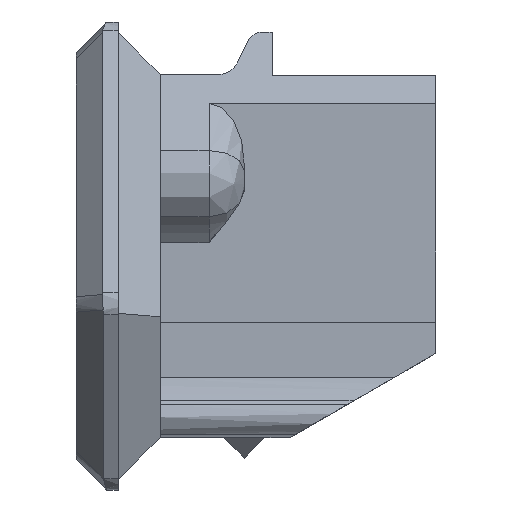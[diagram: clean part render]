
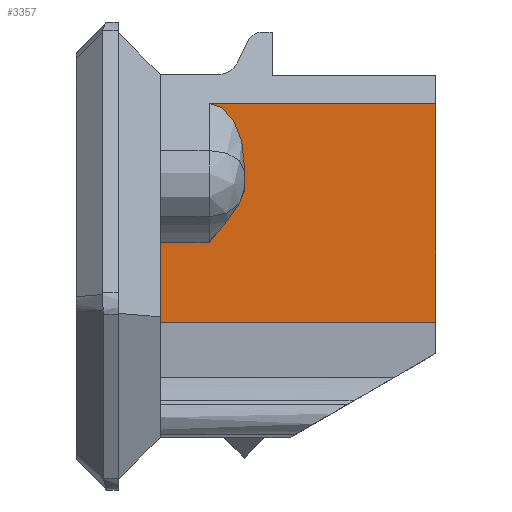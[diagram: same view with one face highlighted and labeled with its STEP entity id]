
A CAD part, left-side view. The second image highlights one B-rep face of the part: STEP entity #3357.
In plain terms, the highlighted planar face has unit normal (-1, 0, 0).
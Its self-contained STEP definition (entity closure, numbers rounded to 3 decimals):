
#38=B_SPLINE_CURVE_WITH_KNOTS('',3,(#5600,#5601,#5602,#5603,#5604,#5605,
#5606,#5607,#5608,#5609),.UNSPECIFIED.,.F.,.F.,(4,2,2,2,4),(0.167,
0.221,0.274,0.317,0.349),
 .UNSPECIFIED.);
#172=PLANE('',#3623);
#343=FACE_OUTER_BOUND('',#525,.T.);
#525=EDGE_LOOP('',(#3098,#3099,#3100,#3101,#3102,#3103,#3104,#3105));
#587=ELLIPSE('',#3622,1.732,1.);
#629=LINE('',#4640,#1006);
#696=LINE('',#4912,#1073);
#813=LINE('',#5272,#1190);
#952=LINE('',#5594,#1329);
#954=LINE('',#5631,#1331);
#955=LINE('',#5632,#1332);
#1006=VECTOR('',#3702,10.);
#1073=VECTOR('',#3925,10.);
#1190=VECTOR('',#4210,10.);
#1329=VECTOR('',#4489,10.);
#1331=VECTOR('',#4507,10.);
#1332=VECTOR('',#4508,10.);
#1424=VERTEX_POINT('',#4636);
#1426=VERTEX_POINT('',#4639);
#1510=VERTEX_POINT('',#4909);
#1511=VERTEX_POINT('',#4911);
#1612=VERTEX_POINT('',#5271);
#1694=VERTEX_POINT('',#5590);
#1696=VERTEX_POINT('',#5593);
#1698=VERTEX_POINT('',#5599);
#1746=EDGE_CURVE('',#1426,#1424,#629,.T.);
#1864=EDGE_CURVE('',#1511,#1510,#696,.T.);
#2019=EDGE_CURVE('',#1426,#1612,#813,.T.);
#2169=EDGE_CURVE('',#1696,#1694,#952,.F.);
#2172=EDGE_CURVE('',#1698,#1694,#38,.F.);
#2176=EDGE_CURVE('',#1696,#1424,#587,.F.);
#2177=EDGE_CURVE('',#1510,#1612,#954,.T.);
#2178=EDGE_CURVE('',#1698,#1511,#955,.F.);
#3098=ORIENTED_EDGE('',*,*,#1864,.T.);
#3099=ORIENTED_EDGE('',*,*,#2177,.T.);
#3100=ORIENTED_EDGE('',*,*,#2019,.F.);
#3101=ORIENTED_EDGE('',*,*,#1746,.T.);
#3102=ORIENTED_EDGE('',*,*,#2176,.F.);
#3103=ORIENTED_EDGE('',*,*,#2169,.T.);
#3104=ORIENTED_EDGE('',*,*,#2172,.F.);
#3105=ORIENTED_EDGE('',*,*,#2178,.T.);
#3357=ADVANCED_FACE('',(#343),#172,.T.);
#3622=AXIS2_PLACEMENT_3D('',#5629,#4503,#4504);
#3623=AXIS2_PLACEMENT_3D('',#5630,#4505,#4506);
#3702=DIRECTION('',(0.,1.,0.));
#3925=DIRECTION('',(0.,0.,-1.));
#4210=DIRECTION('',(0.,0.,-1.));
#4489=DIRECTION('',(0.,0.,1.));
#4503=DIRECTION('center_axis',(1.,0.,
0.));
#4504=DIRECTION('ref_axis',(0.,0.,1.));
#4505=DIRECTION('center_axis',(-1.,0.,
0.));
#4506=DIRECTION('ref_axis',(0.,0.,-1.));
#4507=DIRECTION('',(0.,-1.,0.));
#4508=DIRECTION('',(0.,-1.,0.));
#4636=CARTESIAN_POINT('',(-11.509,-3.407,4.211));
#4639=CARTESIAN_POINT('',(-11.509,-9.888,4.211));
#4640=CARTESIAN_POINT('',(-11.509,-4.913,4.211));
#4909=CARTESIAN_POINT('',(-11.509,-2.007,-2.044));
#4911=CARTESIAN_POINT('',(-11.509,-2.007,0.227));
#4912=CARTESIAN_POINT('',(-11.509,-2.007,-0.401));
#5271=CARTESIAN_POINT('',(-11.509,-9.888,-2.044));
#5272=CARTESIAN_POINT('',(-11.509,-9.888,0.021));
#5590=CARTESIAN_POINT('',(-11.509,-4.407,1.694));
#5593=CARTESIAN_POINT('',(-11.509,-4.407,2.478));
#5594=CARTESIAN_POINT('',(-11.509,-4.407,-0.104));
#5599=CARTESIAN_POINT('',(-11.509,-3.407,0.227));
#5600=CARTESIAN_POINT('Ctrl Pts',(-11.509,-4.407,1.694));
#5601=CARTESIAN_POINT('Ctrl Pts',(-11.509,-4.407,1.512));
#5602=CARTESIAN_POINT('Ctrl Pts',(-11.509,-4.371,1.296));
#5603=CARTESIAN_POINT('Ctrl Pts',(-11.509,-4.259,0.955));
#5604=CARTESIAN_POINT('Ctrl Pts',(-11.509,-4.165,0.765));
#5605=CARTESIAN_POINT('Ctrl Pts',(-11.509,-3.974,0.509));
#5606=CARTESIAN_POINT('Ctrl Pts',(-11.509,-3.852,0.388));
#5607=CARTESIAN_POINT('Ctrl Pts',(-11.509,-3.636,0.265));
#5608=CARTESIAN_POINT('Ctrl Pts',(-11.509,-3.514,0.227));
#5609=CARTESIAN_POINT('Ctrl Pts',(-11.509,-3.407,0.227));
#5629=CARTESIAN_POINT('Origin',(-11.509,-3.407,2.478));
#5630=CARTESIAN_POINT('Origin',(-11.509,-5.42,-0.058));
#5631=CARTESIAN_POINT('',(-11.509,-9.488,-2.044));
#5632=CARTESIAN_POINT('',(-11.509,-1.207,0.227));
